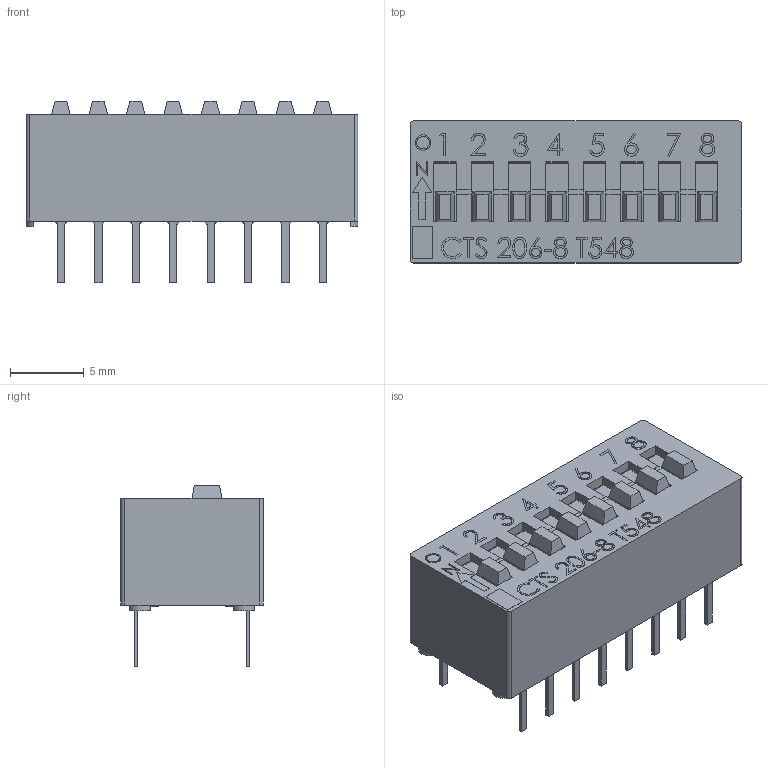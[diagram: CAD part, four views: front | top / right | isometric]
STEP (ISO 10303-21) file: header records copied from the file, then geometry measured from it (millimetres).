
FILE_DESCRIPTION (( 'STEP AP214' ), '1' );
FILE_NAME ('206-8.STEP', '2019-05-24T06:42:49', ( '' ), ( '' ), 'SwSTEP 2.0', 'SolidWorks 2019', '' );
FILE_SCHEMA (( 'AUTOMOTIVE_DESIGN' ));
Length unit declared in the file: millimetre
Products named in the file (4): 206-40-038(for 206008); 206-8 pole assembly; 206-8; 206-56-014-35-01
Assembly tree (10 placements, depth 2):
  206-8
    206-40-038(for 206008)
    206-56-014-35-01  x8
    206-8 pole assembly
Bounding box: 22.53 x 9.65 x 12.32 mm (x, y, z)
Volume: 981.2 mm3; surface area: 2971.5 mm2
Topology: 10 solids, 10 shells, 887 faces, 2404 edges, 1590 vertices
Faces by surface type: plane 625, bspline 152, cylinder 110
Entity records: 30358 total; most frequent: CARTESIAN_POINT 13207, ORIENTED_EDGE 3394, DIRECTION 2459, EDGE_CURVE 1697, VECTOR 1283, LINE 1283, VERTEX_POINT 1128, EDGE_LOOP 685
